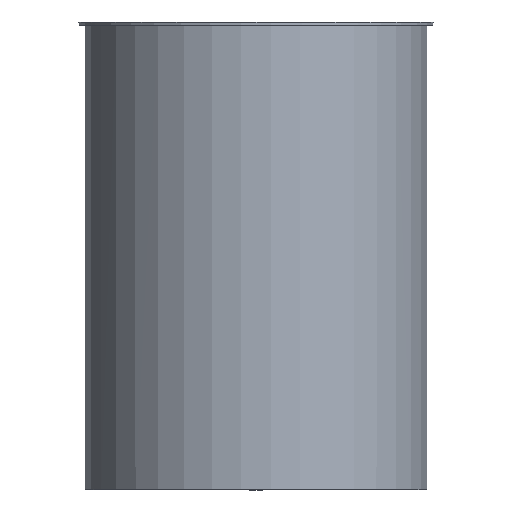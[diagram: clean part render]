
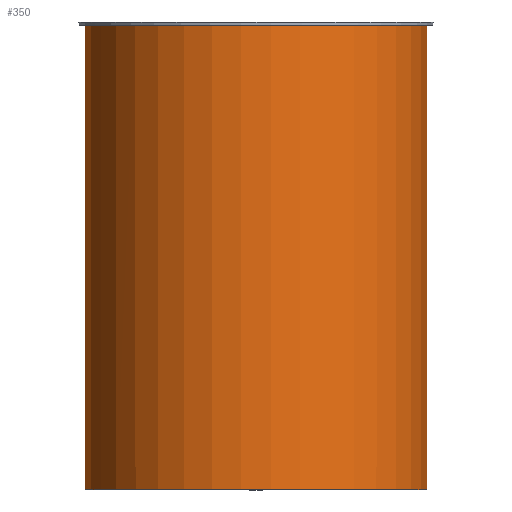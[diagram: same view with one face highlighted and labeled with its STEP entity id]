
A CAD part, top view. The second image highlights one B-rep face of the part: STEP entity #350.
In plain terms, the highlighted cylindrical face has radius 55 mm (diameter 110 mm), a partial arc.
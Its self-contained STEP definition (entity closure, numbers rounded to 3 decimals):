
#5 =( BOUNDED_CURVE ( )  B_SPLINE_CURVE ( 3, ( #338, #299, #324, #304 ),
 .UNSPECIFIED., .F., .T. ) 
 B_SPLINE_CURVE_WITH_KNOTS ( ( 4, 4 ),
 ( 4.822, 4.991 ),
 .UNSPECIFIED. ) 
 CURVE ( )  GEOMETRIC_REPRESENTATION_ITEM ( )  RATIONAL_B_SPLINE_CURVE ( ( 1., 0.998, 0.998, 1. ) ) 
 REPRESENTATION_ITEM ( '' )  );
#6 =( BOUNDED_CURVE ( )  B_SPLINE_CURVE ( 3, ( #326, #343, #309, #320 ),
 .UNSPECIFIED., .F., .T. ) 
 B_SPLINE_CURVE_WITH_KNOTS ( ( 4, 4 ),
 ( 4.822, 4.991 ),
 .UNSPECIFIED. ) 
 CURVE ( )  GEOMETRIC_REPRESENTATION_ITEM ( )  RATIONAL_B_SPLINE_CURVE ( ( 1., 0.998, 0.998, 1. ) ) 
 REPRESENTATION_ITEM ( '' )  );
#12 = CARTESIAN_POINT ( 'NONE',  ( 0., 70.236, 0. ) ) ;
#34 = DIRECTION ( 'NONE',  ( 0., 1., 0. ) ) ;
#46 = CARTESIAN_POINT ( 'NONE',  ( 0., 0., 0. ) ) ;
#64 = DIRECTION ( 'NONE',  ( 0., 0., 1. ) ) ;
#74 = DIRECTION ( 'NONE',  ( 0., 0., 1. ) ) ;
#91 = DIRECTION ( 'NONE',  ( 0., 1., 0. ) ) ;
#105 = CIRCLE ( 'NONE', #255, 55. ) ;
#123 = CYLINDRICAL_SURFACE ( 'NONE', #287, 55. ) ;
#125 = VERTEX_POINT ( 'NONE', #347 ) ;
#134 = VERTEX_POINT ( 'NONE', #314 ) ;
#150 = VERTEX_POINT ( 'NONE', #315 ) ;
#160 = CIRCLE ( 'NONE', #260, 55. ) ;
#164 = ORIENTED_EDGE ( 'NONE', *, *, #271, .T. ) ;
#185 = FACE_OUTER_BOUND ( 'NONE', #218, .T. ) ;
#194 = ORIENTED_EDGE ( 'NONE', *, *, #237, .F. ) ;
#197 = ORIENTED_EDGE ( 'NONE', *, *, #283, .T. ) ;
#209 = ORIENTED_EDGE ( 'NONE', *, *, #253, .F. ) ;
#218 = EDGE_LOOP ( 'NONE', ( #197, #164, #209, #194 ) ) ;
#220 = VERTEX_POINT ( 'NONE', #317 ) ;
#237 = EDGE_CURVE ( 'NONE', #220, #150, #6, .T. ) ;
#253 = EDGE_CURVE ( 'NONE', #150, #125, #160, .T. ) ;
#255 = AXIS2_PLACEMENT_3D ( 'NONE', #46, #34, #64 ) ;
#260 = AXIS2_PLACEMENT_3D ( 'NONE', #298, #332, #297 ) ;
#271 = EDGE_CURVE ( 'NONE', #134, #125, #5, .T. ) ;
#283 = EDGE_CURVE ( 'NONE', #220, #134, #105, .T. ) ;
#287 = AXIS2_PLACEMENT_3D ( 'NONE', #12, #91, #74 ) ;
#297 = DIRECTION ( 'NONE',  ( 0., 0., 1. ) ) ;
#298 = CARTESIAN_POINT ( 'NONE',  ( 0., 149., 0. ) ) ;
#299 = CARTESIAN_POINT ( 'NONE',  ( 9.085, 50.433, -54.333 ) ) ;
#304 = CARTESIAN_POINT ( 'NONE',  ( 15.113, 149., -52.883 ) ) ;
#309 = CARTESIAN_POINT ( 'NONE',  ( -12.13, 100.218, -53.735 ) ) ;
#314 = CARTESIAN_POINT ( 'NONE',  ( 6., 0., -54.672 ) ) ;
#315 = CARTESIAN_POINT ( 'NONE',  ( -15.113, 149., -52.883 ) ) ;
#317 = CARTESIAN_POINT ( 'NONE',  ( -6., 0., -54.672 ) ) ;
#320 = CARTESIAN_POINT ( 'NONE',  ( -15.113, 149., -52.883 ) ) ;
#324 = CARTESIAN_POINT ( 'NONE',  ( 12.13, 100.218, -53.735 ) ) ;
#326 = CARTESIAN_POINT ( 'NONE',  ( -6., 0., -54.672 ) ) ;
#332 = DIRECTION ( 'NONE',  ( 0., 1., 0. ) ) ;
#338 = CARTESIAN_POINT ( 'NONE',  ( 6., 0., -54.672 ) ) ;
#343 = CARTESIAN_POINT ( 'NONE',  ( -9.085, 50.433, -54.333 ) ) ;
#347 = CARTESIAN_POINT ( 'NONE',  ( 15.113, 149., -52.883 ) ) ;
#350 = ADVANCED_FACE ( 'NONE', ( #185 ), #123, .T. ) ;
